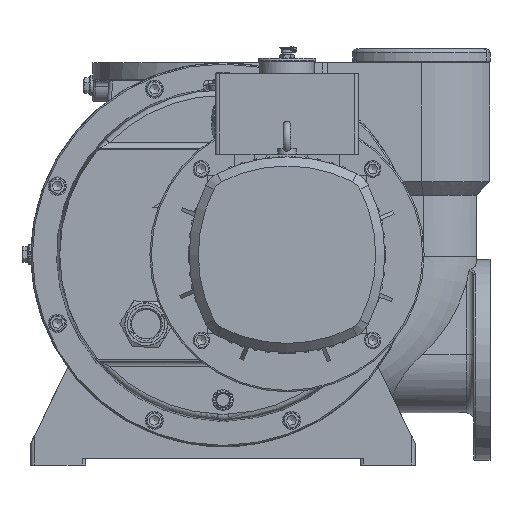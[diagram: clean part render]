
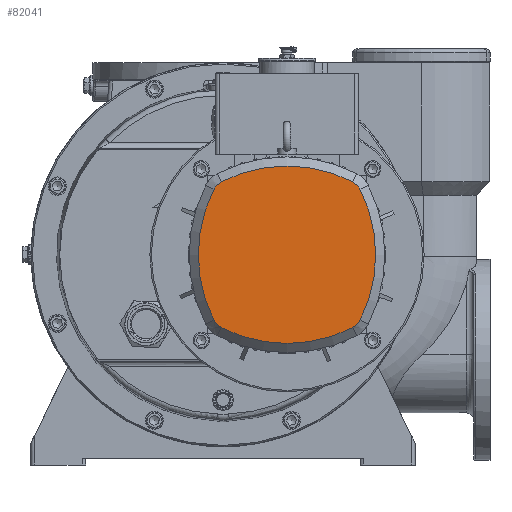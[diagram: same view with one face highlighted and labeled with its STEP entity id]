
A CAD part, front view. The second image highlights one B-rep face of the part: STEP entity #82041.
In plain terms, the highlighted planar face has unit normal (0, -1, 0).
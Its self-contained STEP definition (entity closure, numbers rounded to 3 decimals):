
#81962=CARTESIAN_POINT('',(70.,-1000.,0.));
#81963=DIRECTION('',(0.0,-1.0,0.0));
#81964=DIRECTION('',(0.0,0.0,1.0));
#81965=AXIS2_PLACEMENT_3D('',#81962,#81963,#81964);
#81966=PLANE('',#81965);
#81967=CARTESIAN_POINT('',(-1.648,-1000.,-79.821));
#81968=VERTEX_POINT('',#81967);
#81969=CARTESIAN_POINT('',(-9.821,-1000.,-71.648));
#81970=VERTEX_POINT('',#81969);
#81971=CARTESIAN_POINT('',(7.804,-1000.,-62.196));
#81972=DIRECTION('',(0.,1.0,0.));
#81973=DIRECTION('',(-0.883,0.,-0.469));
#81974=AXIS2_PLACEMENT_3D('',#81971,#81972,#81973);
#81975=CIRCLE('',#81974,20.);
#81976=EDGE_CURVE('',#81968,#81970,#81975,.T.);
#81977=ORIENTED_EDGE('',*,*,#81976,.F.);
#81978=CARTESIAN_POINT('',(141.648,-1000.,-79.821));
#81979=VERTEX_POINT('',#81978);
#81980=CARTESIAN_POINT('',(70.,-1000.,61.));
#81981=DIRECTION('',(0.,1.0,0.));
#81982=DIRECTION('',(-0.454,0.,-0.891));
#81983=AXIS2_PLACEMENT_3D('',#81980,#81981,#81982);
#81984=CIRCLE('',#81983,158.);
#81985=EDGE_CURVE('',#81979,#81968,#81984,.T.);
#81986=ORIENTED_EDGE('',*,*,#81985,.F.);
#81987=CARTESIAN_POINT('',(149.821,-1000.,-71.648));
#81988=VERTEX_POINT('',#81987);
#81989=CARTESIAN_POINT('',(132.196,-1000.,-62.196));
#81990=DIRECTION('',(0.,1.,0.));
#81991=DIRECTION('',(0.469,0.,-0.883));
#81992=AXIS2_PLACEMENT_3D('',#81989,#81990,#81991);
#81993=CIRCLE('',#81992,20.0);
#81994=EDGE_CURVE('',#81988,#81979,#81993,.T.);
#81995=ORIENTED_EDGE('',*,*,#81994,.F.);
#81996=CARTESIAN_POINT('',(149.821,-1000.,71.648));
#81997=VERTEX_POINT('',#81996);
#81998=CARTESIAN_POINT('',(9.,-1000.,0.));
#81999=DIRECTION('',(0.,1.0,0.));
#82000=DIRECTION('',(0.891,0.,-0.454));
#82001=AXIS2_PLACEMENT_3D('',#81998,#81999,#82000);
#82002=CIRCLE('',#82001,158.0);
#82003=EDGE_CURVE('',#81997,#81988,#82002,.T.);
#82004=ORIENTED_EDGE('',*,*,#82003,.F.);
#82005=CARTESIAN_POINT('',(141.648,-1000.,79.821));
#82006=VERTEX_POINT('',#82005);
#82007=CARTESIAN_POINT('',(132.196,-1000.,62.196));
#82008=DIRECTION('',(0.,1.0,0.));
#82009=DIRECTION('',(0.883,0.,0.469));
#82010=AXIS2_PLACEMENT_3D('',#82007,#82008,#82009);
#82011=CIRCLE('',#82010,20.);
#82012=EDGE_CURVE('',#82006,#81997,#82011,.T.);
#82013=ORIENTED_EDGE('',*,*,#82012,.F.);
#82014=CARTESIAN_POINT('',(-1.648,-1000.,79.821));
#82015=VERTEX_POINT('',#82014);
#82016=CARTESIAN_POINT('',(70.,-1000.,-61.));
#82017=DIRECTION('',(0.,1.,0.));
#82018=DIRECTION('',(0.454,0.,0.891));
#82019=AXIS2_PLACEMENT_3D('',#82016,#82017,#82018);
#82020=CIRCLE('',#82019,158.0);
#82021=EDGE_CURVE('',#82015,#82006,#82020,.T.);
#82022=ORIENTED_EDGE('',*,*,#82021,.F.);
#82023=CARTESIAN_POINT('',(-9.821,-1000.,71.648));
#82024=VERTEX_POINT('',#82023);
#82025=CARTESIAN_POINT('',(7.804,-1000.,62.196));
#82026=DIRECTION('',(0.,1.,0.));
#82027=DIRECTION('',(-0.469,0.,0.883));
#82028=AXIS2_PLACEMENT_3D('',#82025,#82026,#82027);
#82029=CIRCLE('',#82028,20.);
#82030=EDGE_CURVE('',#82024,#82015,#82029,.T.);
#82031=ORIENTED_EDGE('',*,*,#82030,.F.);
#82032=CARTESIAN_POINT('',(131.,-1000.,0.));
#82033=DIRECTION('',(0.,1.0,0.));
#82034=DIRECTION('',(-0.891,0.,0.454));
#82035=AXIS2_PLACEMENT_3D('',#82032,#82033,#82034);
#82036=CIRCLE('',#82035,158.);
#82037=EDGE_CURVE('',#81970,#82024,#82036,.T.);
#82038=ORIENTED_EDGE('',*,*,#82037,.F.);
#82039=EDGE_LOOP('',(#81977,#81986,#81995,#82004,#82013,#82022,#82031,#82038));
#82040=FACE_OUTER_BOUND('',#82039,.T.);
#82041=ADVANCED_FACE('',(#82040),#81966,.T.);
